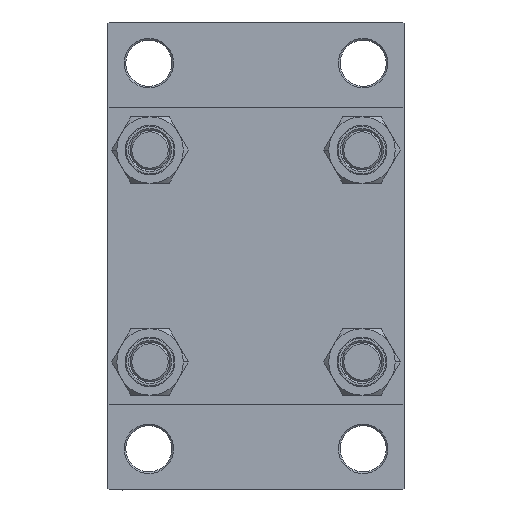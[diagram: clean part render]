
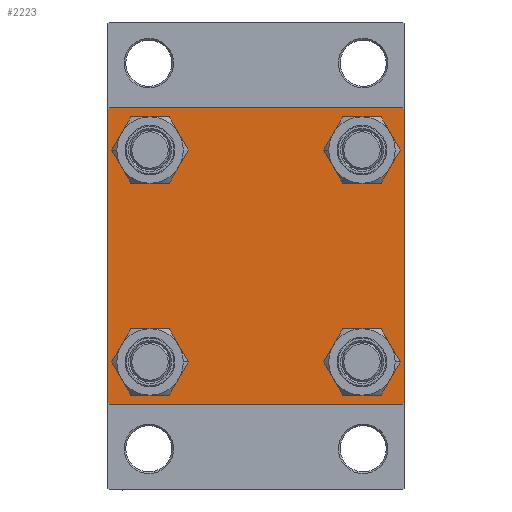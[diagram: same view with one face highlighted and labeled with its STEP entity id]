
A CAD part, left-side view. The second image highlights one B-rep face of the part: STEP entity #2223.
In plain terms, the highlighted planar face has unit normal (-1, 0, 0).
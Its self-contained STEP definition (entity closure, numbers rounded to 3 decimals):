
#405 = LINE ( 'NONE', #7887, #44085 ) ;
#455 = VERTEX_POINT ( 'NONE', #12453 ) ;
#938 = ORIENTED_EDGE ( 'NONE', *, *, #11869, .F. ) ;
#1349 = EDGE_CURVE ( 'NONE', #2036, #6870, #38141, .T. ) ;
#2036 = VERTEX_POINT ( 'NONE', #10848 ) ;
#2223 = ADVANCED_FACE ( 'NONE', ( #15907, #15185, #4047, #29722, #30683 ), #40860, .T. ) ;
#2242 = ORIENTED_EDGE ( 'NONE', *, *, #34858, .T. ) ;
#2852 = DIRECTION ( 'NONE',  ( 1., 0., 0. ) ) ;
#3072 = VERTEX_POINT ( 'NONE', #27890 ) ;
#3260 = LINE ( 'NONE', #10746, #33324 ) ;
#3335 = ORIENTED_EDGE ( 'NONE', *, *, #8705, .T. ) ;
#3368 = ORIENTED_EDGE ( 'NONE', *, *, #35757, .T. ) ;
#3411 = DIRECTION ( 'NONE',  ( 0., -0.707, -0.707 ) ) ;
#3578 = VERTEX_POINT ( 'NONE', #41765 ) ;
#3731 = EDGE_LOOP ( 'NONE', ( #26212, #12748 ) ) ;
#3887 = CARTESIAN_POINT ( 'NONE',  ( 0., 32.15, 25.65 ) ) ;
#4046 = ORIENTED_EDGE ( 'NONE', *, *, #17635, .T. ) ;
#4047 = FACE_BOUND ( 'NONE', #19789, .T. ) ;
#5524 = CIRCLE ( 'NONE', #19441, 6.5 ) ;
#6434 = DIRECTION ( 'NONE',  ( 0., -1., 0. ) ) ;
#6588 = DIRECTION ( 'NONE',  ( 1., 0., 0. ) ) ;
#6628 = AXIS2_PLACEMENT_3D ( 'NONE', #43611, #7510, #26155 ) ;
#6870 = VERTEX_POINT ( 'NONE', #18783 ) ;
#7164 = CARTESIAN_POINT ( 'NONE',  ( 0., -32.15, 25.65 ) ) ;
#7182 = DIRECTION ( 'NONE',  ( 0., 0., 1. ) ) ;
#7510 = DIRECTION ( 'NONE',  ( 1., 0., 0. ) ) ;
#7887 = CARTESIAN_POINT ( 'NONE',  ( 0., -44.75, 44.75 ) ) ;
#8115 = DIRECTION ( 'NONE',  ( 1., 0., 0. ) ) ;
#8242 = ORIENTED_EDGE ( 'NONE', *, *, #36214, .T. ) ;
#8705 = EDGE_CURVE ( 'NONE', #13911, #45350, #36052, .T. ) ;
#8762 = EDGE_CURVE ( 'NONE', #6870, #10479, #29082, .T. ) ;
#8872 = DIRECTION ( 'NONE',  ( 0., 0., 1. ) ) ;
#9368 = ORIENTED_EDGE ( 'NONE', *, *, #15479, .F. ) ;
#9497 = VECTOR ( 'NONE', #20208, 1000. ) ;
#9943 = VECTOR ( 'NONE', #13192, 1000. ) ;
#10140 = CARTESIAN_POINT ( 'NONE',  ( 0., 32.15, 32.15 ) ) ;
#10341 = AXIS2_PLACEMENT_3D ( 'NONE', #36371, #6588, #32728 ) ;
#10479 = VERTEX_POINT ( 'NONE', #18013 ) ;
#10746 = CARTESIAN_POINT ( 'NONE',  ( 0., 44.75, 44.75 ) ) ;
#10835 = VERTEX_POINT ( 'NONE', #7164 ) ;
#10848 = CARTESIAN_POINT ( 'NONE',  ( 0., 45., 44.5 ) ) ;
#11495 = VERTEX_POINT ( 'NONE', #3887 ) ;
#11655 = EDGE_CURVE ( 'NONE', #10835, #40545, #17339, .T. ) ;
#11869 = EDGE_CURVE ( 'NONE', #3578, #3072, #30649, .T. ) ;
#12223 = CARTESIAN_POINT ( 'NONE',  ( 0., -32.15, -32.15 ) ) ;
#12453 = CARTESIAN_POINT ( 'NONE',  ( 0., 32.15, 38.65 ) ) ;
#12499 = CARTESIAN_POINT ( 'NONE',  ( 0., 32.15, 32.15 ) ) ;
#12748 = ORIENTED_EDGE ( 'NONE', *, *, #11655, .T. ) ;
#13192 = DIRECTION ( 'NONE',  ( 0., -0.707, 0.707 ) ) ;
#13303 = DIRECTION ( 'NONE',  ( 0., 0., 1. ) ) ;
#13676 = CARTESIAN_POINT ( 'NONE',  ( 0., -44.75, -44.75 ) ) ;
#13745 = ORIENTED_EDGE ( 'NONE', *, *, #20299, .T. ) ;
#13911 = VERTEX_POINT ( 'NONE', #29287 ) ;
#13942 = EDGE_LOOP ( 'NONE', ( #14155, #3368 ) ) ;
#14155 = ORIENTED_EDGE ( 'NONE', *, *, #38096, .T. ) ;
#14167 = EDGE_LOOP ( 'NONE', ( #43675, #35166, #4046, #24989, #938, #17244, #9368, #33879 ) ) ;
#15185 = FACE_BOUND ( 'NONE', #13942, .T. ) ;
#15479 = EDGE_CURVE ( 'NONE', #19231, #30481, #29188, .T. ) ;
#15633 = CARTESIAN_POINT ( 'NONE',  ( 0., -32.15, -25.65 ) ) ;
#15881 = DIRECTION ( 'NONE',  ( 0., 0.707, 0.707 ) ) ;
#15907 = FACE_BOUND ( 'NONE', #3731, .T. ) ;
#16739 = AXIS2_PLACEMENT_3D ( 'NONE', #36022, #2852, #7182 ) ;
#17244 = ORIENTED_EDGE ( 'NONE', *, *, #39195, .T. ) ;
#17339 = CIRCLE ( 'NONE', #44394, 6.5 ) ;
#17615 = CARTESIAN_POINT ( 'NONE',  ( 0., 32.15, -25.65 ) ) ;
#17635 = EDGE_CURVE ( 'NONE', #10479, #42736, #31028, .T. ) ;
#18013 = CARTESIAN_POINT ( 'NONE',  ( 0., 44.5, -45. ) ) ;
#18113 = VECTOR ( 'NONE', #6434, 1000. ) ;
#18783 = CARTESIAN_POINT ( 'NONE',  ( 0., 45., -44.5 ) ) ;
#19231 = VERTEX_POINT ( 'NONE', #25872 ) ;
#19441 = AXIS2_PLACEMENT_3D ( 'NONE', #10140, #46487, #13303 ) ;
#19789 = EDGE_LOOP ( 'NONE', ( #13745, #3335 ) ) ;
#20208 = DIRECTION ( 'NONE',  ( 0., 0., -1. ) ) ;
#20299 = EDGE_CURVE ( 'NONE', #45350, #13911, #37609, .T. ) ;
#20701 = LINE ( 'NONE', #13676, #9943 ) ;
#21005 = AXIS2_PLACEMENT_3D ( 'NONE', #12223, #8115, #22866 ) ;
#21724 = CIRCLE ( 'NONE', #27933, 6.5 ) ;
#21798 = CARTESIAN_POINT ( 'NONE',  ( 0., 44.75, -44.75 ) ) ;
#22638 = DIRECTION ( 'NONE',  ( 0., 0., -1. ) ) ;
#22673 = DIRECTION ( 'NONE',  ( 0., 0., 1. ) ) ;
#22708 = DIRECTION ( 'NONE',  ( 0., 0., 1. ) ) ;
#22866 = DIRECTION ( 'NONE',  ( 0., 0., 1. ) ) ;
#22911 = CARTESIAN_POINT ( 'NONE',  ( 0., 0., 0. ) ) ;
#24989 = ORIENTED_EDGE ( 'NONE', *, *, #29224, .T. ) ;
#25181 = VECTOR ( 'NONE', #3411, 1000. ) ;
#25872 = CARTESIAN_POINT ( 'NONE',  ( 0., 44.5, 45. ) ) ;
#26155 = DIRECTION ( 'NONE',  ( 0., 0., 1. ) ) ;
#26212 = ORIENTED_EDGE ( 'NONE', *, *, #38803, .T. ) ;
#26834 = CARTESIAN_POINT ( 'NONE',  ( 0., -32.15, 32.15 ) ) ;
#27046 = CIRCLE ( 'NONE', #39430, 6.5 ) ;
#27890 = CARTESIAN_POINT ( 'NONE',  ( 0., -45., -44.5 ) ) ;
#27933 = AXIS2_PLACEMENT_3D ( 'NONE', #12499, #42046, #8872 ) ;
#28027 = CARTESIAN_POINT ( 'NONE',  ( 0., -32.15, 32.15 ) ) ;
#29082 = LINE ( 'NONE', #21798, #25181 ) ;
#29161 = VERTEX_POINT ( 'NONE', #15633 ) ;
#29188 = LINE ( 'NONE', #39851, #18113 ) ;
#29217 = DIRECTION ( 'NONE',  ( 0., 0., 1. ) ) ;
#29224 = EDGE_CURVE ( 'NONE', #42736, #3072, #20701, .T. ) ;
#29287 = CARTESIAN_POINT ( 'NONE',  ( 0., 32.15, -38.65 ) ) ;
#29722 = FACE_BOUND ( 'NONE', #32327, .T. ) ;
#30481 = VERTEX_POINT ( 'NONE', #37016 ) ;
#30602 = CARTESIAN_POINT ( 'NONE',  ( 0., -32.15, 38.65 ) ) ;
#30649 = LINE ( 'NONE', #37190, #37370 ) ;
#30683 = FACE_OUTER_BOUND ( 'NONE', #14167, .T. ) ;
#31028 = LINE ( 'NONE', #39023, #46048 ) ;
#32327 = EDGE_LOOP ( 'NONE', ( #8242, #2242 ) ) ;
#32728 = DIRECTION ( 'NONE',  ( 0., 0., 1. ) ) ;
#33324 = VECTOR ( 'NONE', #46867, 1000. ) ;
#33879 = ORIENTED_EDGE ( 'NONE', *, *, #44837, .T. ) ;
#34142 = CIRCLE ( 'NONE', #21005, 6.5 ) ;
#34309 = DIRECTION ( 'NONE',  ( -1., 0., 0. ) ) ;
#34858 = EDGE_CURVE ( 'NONE', #11495, #455, #21724, .T. ) ;
#34985 = CARTESIAN_POINT ( 'NONE',  ( 0., 45., 45. ) ) ;
#35166 = ORIENTED_EDGE ( 'NONE', *, *, #8762, .T. ) ;
#35757 = EDGE_CURVE ( 'NONE', #36560, #29161, #34142, .T. ) ;
#36022 = CARTESIAN_POINT ( 'NONE',  ( 0., 32.15, -32.15 ) ) ;
#36052 = CIRCLE ( 'NONE', #6628, 6.5 ) ;
#36214 = EDGE_CURVE ( 'NONE', #455, #11495, #5524, .T. ) ;
#36371 = CARTESIAN_POINT ( 'NONE',  ( 0., -32.15, -32.15 ) ) ;
#36560 = VERTEX_POINT ( 'NONE', #39398 ) ;
#37016 = CARTESIAN_POINT ( 'NONE',  ( 0., -44.5, 45. ) ) ;
#37190 = CARTESIAN_POINT ( 'NONE',  ( 0., -45., 45. ) ) ;
#37370 = VECTOR ( 'NONE', #22638, 1000. ) ;
#37609 = CIRCLE ( 'NONE', #16739, 6.5 ) ;
#38096 = EDGE_CURVE ( 'NONE', #29161, #36560, #45923, .T. ) ;
#38141 = LINE ( 'NONE', #34985, #9497 ) ;
#38803 = EDGE_CURVE ( 'NONE', #40545, #10835, #27046, .T. ) ;
#38833 = CARTESIAN_POINT ( 'NONE',  ( 0., -44.5, -45. ) ) ;
#39023 = CARTESIAN_POINT ( 'NONE',  ( 0., 45., -45. ) ) ;
#39195 = EDGE_CURVE ( 'NONE', #3578, #30481, #405, .T. ) ;
#39398 = CARTESIAN_POINT ( 'NONE',  ( 0., -32.15, -38.65 ) ) ;
#39430 = AXIS2_PLACEMENT_3D ( 'NONE', #26834, #45714, #22708 ) ;
#39651 = AXIS2_PLACEMENT_3D ( 'NONE', #22911, #34309, #22673 ) ;
#39851 = CARTESIAN_POINT ( 'NONE',  ( 0., 45., 45. ) ) ;
#40545 = VERTEX_POINT ( 'NONE', #30602 ) ;
#40860 = PLANE ( 'NONE',  #39651 ) ;
#41765 = CARTESIAN_POINT ( 'NONE',  ( 0., -45., 44.5 ) ) ;
#42046 = DIRECTION ( 'NONE',  ( 1., 0., 0. ) ) ;
#42736 = VERTEX_POINT ( 'NONE', #38833 ) ;
#43611 = CARTESIAN_POINT ( 'NONE',  ( 0., 32.15, -32.15 ) ) ;
#43675 = ORIENTED_EDGE ( 'NONE', *, *, #1349, .T. ) ;
#44085 = VECTOR ( 'NONE', #15881, 1000. ) ;
#44394 = AXIS2_PLACEMENT_3D ( 'NONE', #28027, #47630, #29217 ) ;
#44837 = EDGE_CURVE ( 'NONE', #19231, #2036, #3260, .T. ) ;
#45350 = VERTEX_POINT ( 'NONE', #17615 ) ;
#45714 = DIRECTION ( 'NONE',  ( 1., 0., 0. ) ) ;
#45923 = CIRCLE ( 'NONE', #10341, 6.5 ) ;
#46048 = VECTOR ( 'NONE', #46765, 1000. ) ;
#46487 = DIRECTION ( 'NONE',  ( 1., 0., 0. ) ) ;
#46765 = DIRECTION ( 'NONE',  ( 0., -1., 0. ) ) ;
#46867 = DIRECTION ( 'NONE',  ( 0., 0.707, -0.707 ) ) ;
#47630 = DIRECTION ( 'NONE',  ( 1., 0., 0. ) ) ;
